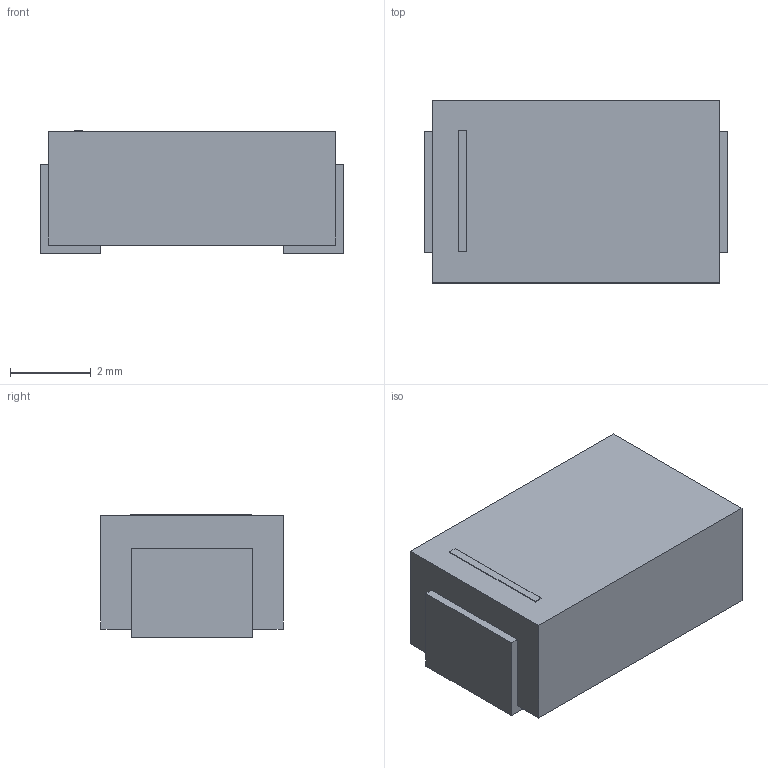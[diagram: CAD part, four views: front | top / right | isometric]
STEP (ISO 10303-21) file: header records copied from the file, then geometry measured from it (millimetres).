
FILE_DESCRIPTION(('STEP AP214'), '1');
FILE_NAME('櫻蠉錪', '2019-08-20T07:57:09', ('user'), ('HP Inc.'), 'ASCON STEP Converter 1.3', 'ASCON Math Kernel', '');
FILE_SCHEMA(('AUTOMOTIVE_DESIGN { 1 0 10303 214 3 1 1}'));
Length unit declared in the file: millimetre
Bounding box: 7.5 x 4.5 x 3.02 mm (x, y, z)
Volume: 93.7 mm3; surface area: 136.6 mm2
Topology: 1 solids, 1 shells, 23 faces, 60 edges, 40 vertices
Faces by surface type: plane 23
Entity records: 922 total; most frequent: CARTESIAN_POINT 124, ORIENTED_EDGE 120, DIRECTION 108, EDGE_CURVE 60, LINE 60, VECTOR 60, VERTEX_POINT 40, AXIS2_PLACEMENT_3D 24
